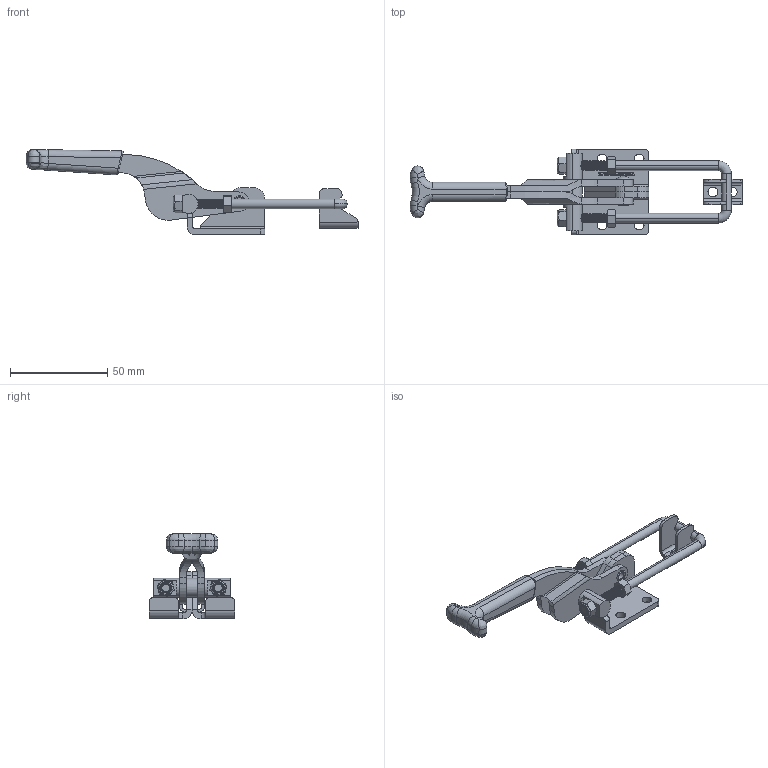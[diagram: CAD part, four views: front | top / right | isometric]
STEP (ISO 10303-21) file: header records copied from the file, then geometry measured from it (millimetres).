
FILE_DESCRIPTION (( 'STEP AP214' ), '1' );
FILE_NAME ('04225-Hold Down Latch Stainless Steel 150mm.STEP', '2018-10-14T22:26:13', ( '' ), ( '' ), 'SwSTEP 2.0', 'SolidWorks 2018', '' );
FILE_SCHEMA (( 'AUTOMOTIVE_DESIGN' ));
Length unit declared in the file: millimetre
Products named in the file (7): 94645A102_ZINC-PLATED CLASS 10 STL NYLON-INSERT LOCKNUT_94645A102; 92497A300_ZINC YELLOW-CHROMATE PLATED STEEL HEX NUT_92497A300; 04225-Hold Down Latch Stainless Steel 150mm; 4225 Hold Down Latch SS 150mm_2; 4225 Hold Down Latch SS 150mm_1; 4224-1___ _________; 4225 Hold Down Latch SS 150mm_3
Assembly tree (8 placements, depth 2):
  04225-Hold Down Latch Stainless Steel 150mm
    4225 Hold Down Latch SS 150mm_1
    4225 Hold Down Latch SS 150mm_2
    4225 Hold Down Latch SS 150mm_3
    94645A102_ZINC-PLATED CLASS 10 STL NYLON-INSERT LOCKNUT_94645A102  x2
    92497A300_ZINC YELLOW-CHROMATE PLATED STEEL HEX NUT_92497A300  x2
    4224-1___ _________
Bounding box: 170.64 x 44 x 43.69 mm (x, y, z)
Volume: 28550.7 mm3; surface area: 26456.8 mm2
Topology: 14 solids, 14 shells, 880 faces, 2274 edges, 1452 vertices
Faces by surface type: cylinder 319, plane 295, bspline 130, cone 108, torus 27, sphere 1
Entity records: 42604 total; most frequent: CARTESIAN_POINT 24562, ORIENTED_EDGE 4060, DIRECTION 3036, EDGE_CURVE 2030, VERTEX_POINT 1315, LINE 1038, VECTOR 1038, AXIS2_PLACEMENT_3D 999
